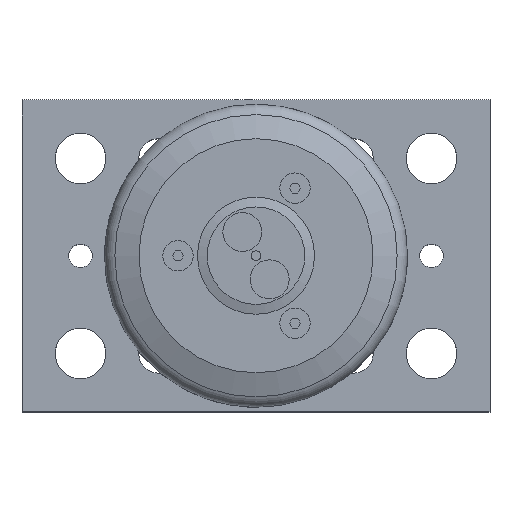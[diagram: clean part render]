
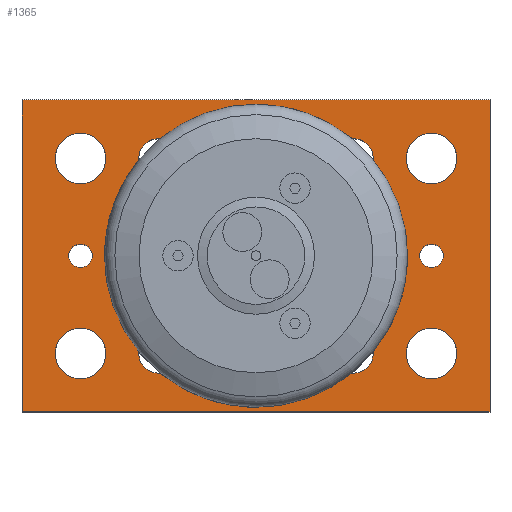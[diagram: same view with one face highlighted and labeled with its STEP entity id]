
A CAD part, top view. The second image highlights one B-rep face of the part: STEP entity #1365.
In plain terms, the highlighted planar face has unit normal (0, 0, 1).
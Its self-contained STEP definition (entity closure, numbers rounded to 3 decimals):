
#45=FACE_BOUND('',#326,.T.);
#46=FACE_BOUND('',#327,.T.);
#47=FACE_BOUND('',#328,.T.);
#48=FACE_BOUND('',#329,.T.);
#49=FACE_BOUND('',#330,.T.);
#50=FACE_BOUND('',#331,.T.);
#51=FACE_BOUND('',#332,.T.);
#52=FACE_BOUND('',#333,.T.);
#53=FACE_BOUND('',#334,.T.);
#54=FACE_BOUND('',#335,.T.);
#55=FACE_BOUND('',#336,.T.);
#120=CIRCLE('',#1510,26.5);
#127=CIRCLE('',#1521,3.);
#128=CIRCLE('',#1522,3.);
#129=CIRCLE('',#1523,6.5);
#130=CIRCLE('',#1524,6.5);
#131=CIRCLE('',#1525,6.5);
#132=CIRCLE('',#1526,6.5);
#133=CIRCLE('',#1527,5.053);
#134=CIRCLE('',#1528,5.053);
#135=CIRCLE('',#1529,5.053);
#136=CIRCLE('',#1530,5.053);
#137=CIRCLE('',#1531,5.053);
#138=CIRCLE('',#1532,5.053);
#139=CIRCLE('',#1533,5.053);
#140=CIRCLE('',#1534,5.053);
#236=FACE_OUTER_BOUND('',#325,.T.);
#325=EDGE_LOOP('',(#1163,#1164,#1165,#1166));
#326=EDGE_LOOP('',(#1167));
#327=EDGE_LOOP('',(#1168));
#328=EDGE_LOOP('',(#1169));
#329=EDGE_LOOP('',(#1170));
#330=EDGE_LOOP('',(#1171));
#331=EDGE_LOOP('',(#1172));
#332=EDGE_LOOP('',(#1173,#1174));
#333=EDGE_LOOP('',(#1175,#1176));
#334=EDGE_LOOP('',(#1177,#1178));
#335=EDGE_LOOP('',(#1179,#1180));
#336=EDGE_LOOP('',(#1181));
#439=LINE('',#2377,#537);
#440=LINE('',#2379,#538);
#441=LINE('',#2381,#539);
#442=LINE('',#2382,#540);
#537=VECTOR('',#1877,10.);
#538=VECTOR('',#1878,10.);
#539=VECTOR('',#1879,10.);
#540=VECTOR('',#1880,10.);
#653=VERTEX_POINT('',#2354);
#660=VERTEX_POINT('',#2375);
#661=VERTEX_POINT('',#2376);
#662=VERTEX_POINT('',#2378);
#663=VERTEX_POINT('',#2380);
#664=VERTEX_POINT('',#2383);
#665=VERTEX_POINT('',#2385);
#666=VERTEX_POINT('',#2387);
#667=VERTEX_POINT('',#2389);
#668=VERTEX_POINT('',#2391);
#669=VERTEX_POINT('',#2393);
#670=VERTEX_POINT('',#2395);
#671=VERTEX_POINT('',#2396);
#672=VERTEX_POINT('',#2399);
#673=VERTEX_POINT('',#2400);
#674=VERTEX_POINT('',#2403);
#675=VERTEX_POINT('',#2404);
#676=VERTEX_POINT('',#2407);
#677=VERTEX_POINT('',#2408);
#826=EDGE_CURVE('',#653,#653,#120,.T.);
#835=EDGE_CURVE('',#660,#661,#439,.T.);
#836=EDGE_CURVE('',#662,#660,#440,.T.);
#837=EDGE_CURVE('',#663,#662,#441,.T.);
#838=EDGE_CURVE('',#661,#663,#442,.T.);
#839=EDGE_CURVE('',#664,#664,#127,.T.);
#840=EDGE_CURVE('',#665,#665,#128,.T.);
#841=EDGE_CURVE('',#666,#666,#129,.T.);
#842=EDGE_CURVE('',#667,#667,#130,.T.);
#843=EDGE_CURVE('',#668,#668,#131,.T.);
#844=EDGE_CURVE('',#669,#669,#132,.T.);
#845=EDGE_CURVE('',#670,#671,#133,.T.);
#846=EDGE_CURVE('',#671,#670,#134,.T.);
#847=EDGE_CURVE('',#672,#673,#135,.T.);
#848=EDGE_CURVE('',#673,#672,#136,.T.);
#849=EDGE_CURVE('',#674,#675,#137,.T.);
#850=EDGE_CURVE('',#675,#674,#138,.T.);
#851=EDGE_CURVE('',#676,#677,#139,.T.);
#852=EDGE_CURVE('',#677,#676,#140,.T.);
#1163=ORIENTED_EDGE('',*,*,#835,.F.);
#1164=ORIENTED_EDGE('',*,*,#836,.F.);
#1165=ORIENTED_EDGE('',*,*,#837,.F.);
#1166=ORIENTED_EDGE('',*,*,#838,.F.);
#1167=ORIENTED_EDGE('',*,*,#839,.T.);
#1168=ORIENTED_EDGE('',*,*,#840,.T.);
#1169=ORIENTED_EDGE('',*,*,#841,.T.);
#1170=ORIENTED_EDGE('',*,*,#842,.T.);
#1171=ORIENTED_EDGE('',*,*,#843,.T.);
#1172=ORIENTED_EDGE('',*,*,#844,.T.);
#1173=ORIENTED_EDGE('',*,*,#845,.T.);
#1174=ORIENTED_EDGE('',*,*,#846,.T.);
#1175=ORIENTED_EDGE('',*,*,#847,.T.);
#1176=ORIENTED_EDGE('',*,*,#848,.T.);
#1177=ORIENTED_EDGE('',*,*,#849,.T.);
#1178=ORIENTED_EDGE('',*,*,#850,.T.);
#1179=ORIENTED_EDGE('',*,*,#851,.T.);
#1180=ORIENTED_EDGE('',*,*,#852,.T.);
#1181=ORIENTED_EDGE('',*,*,#826,.T.);
#1302=PLANE('',#1520);
#1365=ADVANCED_FACE('',(#236,#45,#46,#47,#48,#49,#50,#51,#52,#53,#54,#55),
#1302,.T.);
#1510=AXIS2_PLACEMENT_3D('',#2356,#1853,#1854);
#1520=AXIS2_PLACEMENT_3D('',#2374,#1875,#1876);
#1521=AXIS2_PLACEMENT_3D('',#2384,#1881,#1882);
#1522=AXIS2_PLACEMENT_3D('',#2386,#1883,#1884);
#1523=AXIS2_PLACEMENT_3D('',#2388,#1885,#1886);
#1524=AXIS2_PLACEMENT_3D('',#2390,#1887,#1888);
#1525=AXIS2_PLACEMENT_3D('',#2392,#1889,#1890);
#1526=AXIS2_PLACEMENT_3D('',#2394,#1891,#1892);
#1527=AXIS2_PLACEMENT_3D('',#2397,#1893,#1894);
#1528=AXIS2_PLACEMENT_3D('',#2398,#1895,#1896);
#1529=AXIS2_PLACEMENT_3D('',#2401,#1897,#1898);
#1530=AXIS2_PLACEMENT_3D('',#2402,#1899,#1900);
#1531=AXIS2_PLACEMENT_3D('',#2405,#1901,#1902);
#1532=AXIS2_PLACEMENT_3D('',#2406,#1903,#1904);
#1533=AXIS2_PLACEMENT_3D('',#2409,#1905,#1906);
#1534=AXIS2_PLACEMENT_3D('',#2410,#1907,#1908);
#1853=DIRECTION('center_axis',(0.,0.,-1.));
#1854=DIRECTION('ref_axis',(0.,1.,0.));
#1875=DIRECTION('center_axis',(0.,0.,1.));
#1876=DIRECTION('ref_axis',(1.,0.,0.));
#1877=DIRECTION('',(0.,1.,0.));
#1878=DIRECTION('',(-1.,0.,0.));
#1879=DIRECTION('',(0.,-1.,0.));
#1880=DIRECTION('',(1.,0.,0.));
#1881=DIRECTION('center_axis',(0.,0.,-1.));
#1882=DIRECTION('ref_axis',(-1.,0.,0.));
#1883=DIRECTION('center_axis',(0.,0.,-1.));
#1884=DIRECTION('ref_axis',(-1.,0.,0.));
#1885=DIRECTION('center_axis',(0.,0.,-1.));
#1886=DIRECTION('ref_axis',(-1.,0.,0.));
#1887=DIRECTION('center_axis',(0.,0.,-1.));
#1888=DIRECTION('ref_axis',(-1.,0.,0.));
#1889=DIRECTION('center_axis',(0.,0.,-1.));
#1890=DIRECTION('ref_axis',(-1.,0.,0.));
#1891=DIRECTION('center_axis',(0.,0.,-1.));
#1892=DIRECTION('ref_axis',(-1.,0.,0.));
#1893=DIRECTION('center_axis',(0.,0.,-1.));
#1894=DIRECTION('ref_axis',(1.,0.,0.));
#1895=DIRECTION('center_axis',(0.,0.,-1.));
#1896=DIRECTION('ref_axis',(1.,0.,0.));
#1897=DIRECTION('center_axis',(0.,0.,-1.));
#1898=DIRECTION('ref_axis',(1.,0.,0.));
#1899=DIRECTION('center_axis',(0.,0.,-1.));
#1900=DIRECTION('ref_axis',(1.,0.,0.));
#1901=DIRECTION('center_axis',(0.,0.,-1.));
#1902=DIRECTION('ref_axis',(1.,0.,0.));
#1903=DIRECTION('center_axis',(0.,0.,-1.));
#1904=DIRECTION('ref_axis',(1.,0.,0.));
#1905=DIRECTION('center_axis',(0.,0.,-1.));
#1906=DIRECTION('ref_axis',(1.,0.,0.));
#1907=DIRECTION('center_axis',(0.,0.,-1.));
#1908=DIRECTION('ref_axis',(1.,0.,0.));
#2354=CARTESIAN_POINT('',(60.,13.5,15.));
#2356=CARTESIAN_POINT('Origin',(60.,40.,15.));
#2374=CARTESIAN_POINT('Origin',(60.,40.,15.));
#2375=CARTESIAN_POINT('',(0.,0.,15.));
#2376=CARTESIAN_POINT('',(0.,80.,15.));
#2377=CARTESIAN_POINT('',(0.,80.,15.));
#2378=CARTESIAN_POINT('',(120.,0.,15.));
#2379=CARTESIAN_POINT('',(0.,0.,15.));
#2380=CARTESIAN_POINT('',(120.,80.,15.));
#2381=CARTESIAN_POINT('',(120.,0.,15.));
#2382=CARTESIAN_POINT('',(120.,80.,15.));
#2383=CARTESIAN_POINT('',(18.,40.,15.));
#2384=CARTESIAN_POINT('Origin',(15.,40.,15.));
#2385=CARTESIAN_POINT('',(108.,40.,15.));
#2386=CARTESIAN_POINT('Origin',(105.,40.,15.));
#2387=CARTESIAN_POINT('',(111.5,65.,15.));
#2388=CARTESIAN_POINT('Origin',(105.,65.,15.));
#2389=CARTESIAN_POINT('',(111.5,15.,15.));
#2390=CARTESIAN_POINT('Origin',(105.,15.,15.));
#2391=CARTESIAN_POINT('',(21.5,65.,15.));
#2392=CARTESIAN_POINT('Origin',(15.,65.,15.));
#2393=CARTESIAN_POINT('',(21.5,15.,15.));
#2394=CARTESIAN_POINT('Origin',(15.,15.,15.));
#2395=CARTESIAN_POINT('',(40.053,65.,15.));
#2396=CARTESIAN_POINT('',(29.947,65.,15.));
#2397=CARTESIAN_POINT('Origin',(35.,65.,15.));
#2398=CARTESIAN_POINT('Origin',(35.,65.,15.));
#2399=CARTESIAN_POINT('',(90.053,65.,15.));
#2400=CARTESIAN_POINT('',(79.947,65.,15.));
#2401=CARTESIAN_POINT('Origin',(85.,65.,15.));
#2402=CARTESIAN_POINT('Origin',(85.,65.,15.));
#2403=CARTESIAN_POINT('',(90.053,15.,15.));
#2404=CARTESIAN_POINT('',(79.947,15.,15.));
#2405=CARTESIAN_POINT('Origin',(85.,15.,15.));
#2406=CARTESIAN_POINT('Origin',(85.,15.,15.));
#2407=CARTESIAN_POINT('',(40.053,15.,15.));
#2408=CARTESIAN_POINT('',(29.947,15.,15.));
#2409=CARTESIAN_POINT('Origin',(35.,15.,15.));
#2410=CARTESIAN_POINT('Origin',(35.,15.,15.));
